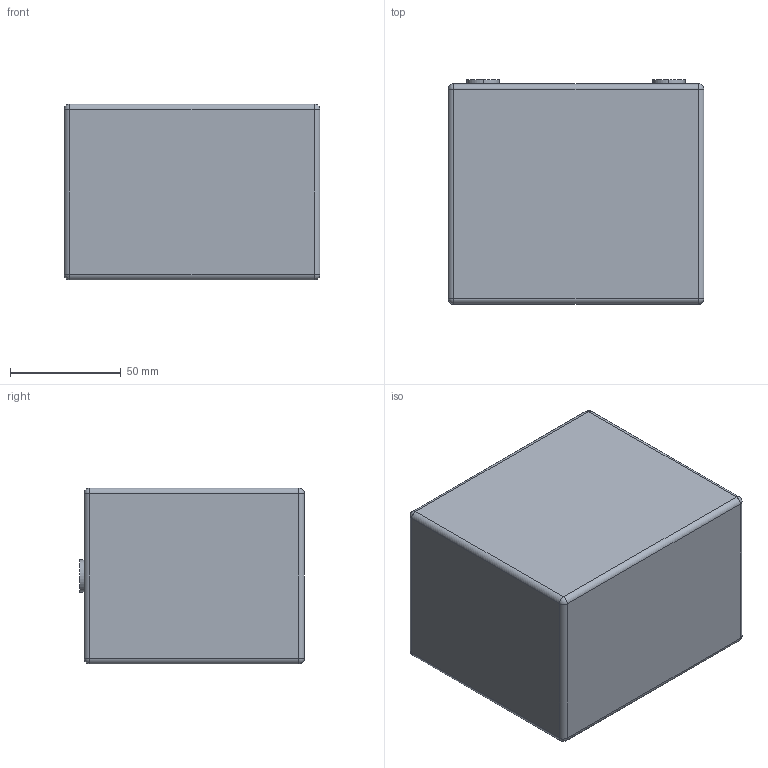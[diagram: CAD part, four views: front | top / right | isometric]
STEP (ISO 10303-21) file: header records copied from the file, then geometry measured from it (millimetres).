
FILE_DESCRIPTION (( 'STEP AP214' ), '1' );
FILE_NAME ('Antigravity AG1201-12 Placeholder.STEP', '2020-12-15T06:01:12', ( '' ), ( '' ), 'SwSTEP 2.0', 'SolidWorks 2021', '' );
FILE_SCHEMA (( 'AUTOMOTIVE_DESIGN' ));
Length unit declared in the file: millimetre
Products named in the file (1): Antigravity AG1201-12 Placeholder
Bounding box: 115.7 x 101.63 x 79.5 mm (x, y, z)
Volume: 915486.9 mm3; surface area: 56258.7 mm2
Topology: 1 solids, 1 shells, 463 faces, 1217 edges, 798 vertices
Faces by surface type: plane 269, bspline 170, cylinder 16, sphere 8
Entity records: 27632 total; most frequent: CARTESIAN_POINT 12857, ORIENTED_EDGE 2418, DIRECTION 1489, EDGE_CURVE 1209, VECTOR 837, LINE 837, VERTEX_POINT 798, EDGE_LOOP 513
